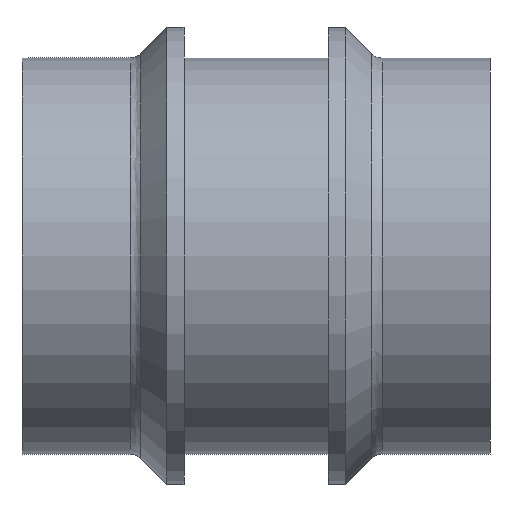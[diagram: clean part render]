
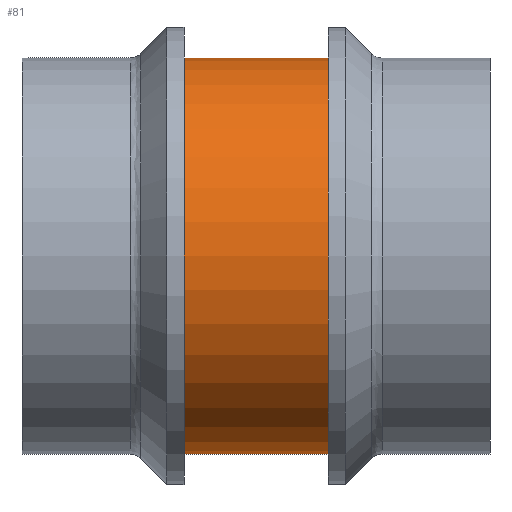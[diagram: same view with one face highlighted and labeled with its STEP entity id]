
A CAD part, front view. The second image highlights one B-rep face of the part: STEP entity #81.
In plain terms, the highlighted cylindrical face has radius 55 mm (diameter 110 mm), a full revolution.
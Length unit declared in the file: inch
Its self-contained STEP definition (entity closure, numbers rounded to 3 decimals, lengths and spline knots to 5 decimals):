
#2 = DIRECTION ( 'NONE',  ( 0., 0., -1. ) ) ;
#6 = CARTESIAN_POINT ( 'NONE',  ( 1.77165, 0., 0. ) ) ;
#23 = CARTESIAN_POINT ( 'NONE',  ( 1.77165, 0., -2.16535 ) ) ;
#24 = DIRECTION ( 'NONE',  ( -1., 0., 0. ) ) ;
#25 = CARTESIAN_POINT ( 'NONE',  ( 2.55906, 0., 0. ) ) ;
#31 = EDGE_CURVE ( 'NONE', #62, #62, #226, .T. ) ;
#56 = DIRECTION ( 'NONE',  ( 0., 0., -1. ) ) ;
#59 = ORIENTED_EDGE ( 'NONE', *, *, #31, .F. ) ;
#62 = VERTEX_POINT ( 'NONE', #23 ) ;
#73 = FACE_OUTER_BOUND ( 'NONE', #274, .T. ) ;
#81 = ADVANCED_FACE ( 'NONE', ( #73, #379 ), #420, .T. ) ;
#112 = DIRECTION ( 'NONE',  ( 1., 0., 0. ) ) ;
#146 = DIRECTION ( 'NONE',  ( 0., 0., -1. ) ) ;
#149 = EDGE_LOOP ( 'NONE', ( #403 ) ) ;
#226 = CIRCLE ( 'NONE', #361, 2.16535 ) ;
#229 = CIRCLE ( 'NONE', #233, 2.16535 ) ;
#233 = AXIS2_PLACEMENT_3D ( 'NONE', #305, #112, #146 ) ;
#267 = DIRECTION ( 'NONE',  ( 1., 0., 0. ) ) ;
#274 = EDGE_LOOP ( 'NONE', ( #59 ) ) ;
#279 = EDGE_CURVE ( 'NONE', #373, #373, #229, .T. ) ;
#305 = CARTESIAN_POINT ( 'NONE',  ( 3.34646, 0., 0. ) ) ;
#342 = CARTESIAN_POINT ( 'NONE',  ( 3.34646, 0., -2.16535 ) ) ;
#356 = AXIS2_PLACEMENT_3D ( 'NONE', #25, #267, #2 ) ;
#361 = AXIS2_PLACEMENT_3D ( 'NONE', #6, #24, #56 ) ;
#373 = VERTEX_POINT ( 'NONE', #342 ) ;
#379 = FACE_OUTER_BOUND ( 'NONE', #149, .T. ) ;
#403 = ORIENTED_EDGE ( 'NONE', *, *, #279, .F. ) ;
#420 = CYLINDRICAL_SURFACE ( 'NONE', #356, 2.16535 ) ;
